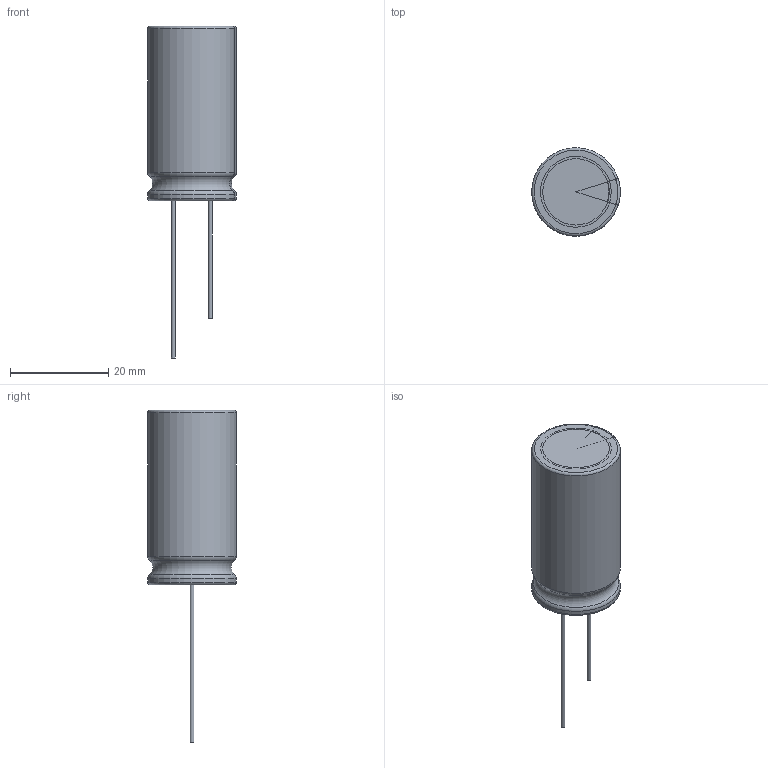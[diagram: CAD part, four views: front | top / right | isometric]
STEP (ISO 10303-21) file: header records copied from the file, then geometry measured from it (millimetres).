
FILE_DESCRIPTION(('FreeCAD Model'),'2;1');
FILE_NAME('cap_el_18x36-7_5.step','2020-10-13T18:21:58',('Author'),(''), 'Open CASCADE STEP processor 7.4','FreeCAD','Unknown');
FILE_SCHEMA(('AUTOMOTIVE_DESIGN { 1 0 10303 214 1 1 1 1 }'));
Length unit declared in the file: millimetre
Products named in the file (6): ELKO_CONFIGURABLE; Body; Pin_Anode; Pin_Kathode; Body003; Body004
Assembly tree (5 placements, depth 2):
  ELKO_CONFIGURABLE
    Body
    Pin_Anode
    Pin_Kathode
    Body003
    Body004
Bounding box: 18.05 x 18 x 67.55 mm (x, y, z)
Volume: 9787.8 mm3; surface area: 3872.6 mm2
Topology: 5 solids, 5 shells, 33 faces, 60 edges, 38 vertices
Faces by surface type: plane 14, torus 10, cylinder 9
Full cylindrical faces by diameter (mm): 0.8 x2, 13.5 x1, 14.4 x1, 18 x2
Entity records: 1765 total; most frequent: DIRECTION 295, CARTESIAN_POINT 281, ORIENTED_EDGE 120, PCURVE 120, DEFINITIONAL_REPRESENTATION 120, LINE 115, VECTOR 115, AXIS2_PLACEMENT_3D 80
